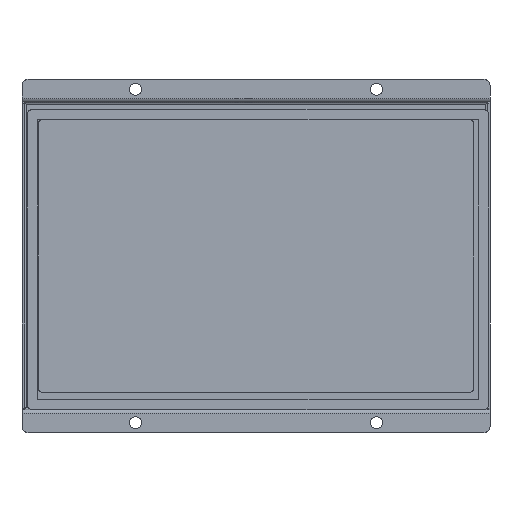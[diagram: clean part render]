
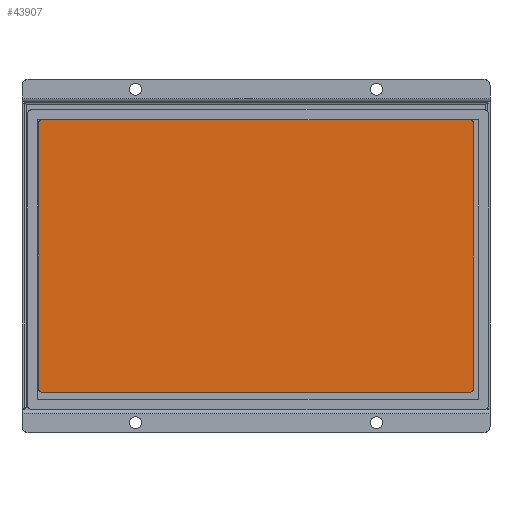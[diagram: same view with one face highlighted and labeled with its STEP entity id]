
A CAD part, front view. The second image highlights one B-rep face of the part: STEP entity #43907.
In plain terms, the highlighted planar face has unit normal (0, -1, 0).
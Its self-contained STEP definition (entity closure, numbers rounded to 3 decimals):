
#2362=CIRCLE('',#46381,2.);
#2363=CIRCLE('',#46382,2.);
#2364=CIRCLE('',#46383,2.);
#2365=CIRCLE('',#46384,2.);
#3934=FACE_OUTER_BOUND('',#6378,.T.);
#6378=EDGE_LOOP('',(#27706,#27707,#27708,#27709,#27710,#27711,#27712,#27713));
#9279=LINE('',#62440,#13146);
#9280=LINE('',#62444,#13147);
#9281=LINE('',#62448,#13148);
#9282=LINE('',#62451,#13149);
#13146=VECTOR('',#50206,10.);
#13147=VECTOR('',#50209,10.);
#13148=VECTOR('',#50212,10.);
#13149=VECTOR('',#50215,10.);
#17136=VERTEX_POINT('',#62436);
#17137=VERTEX_POINT('',#62437);
#17138=VERTEX_POINT('',#62439);
#17139=VERTEX_POINT('',#62441);
#17140=VERTEX_POINT('',#62443);
#17141=VERTEX_POINT('',#62445);
#17142=VERTEX_POINT('',#62447);
#17143=VERTEX_POINT('',#62449);
#21375=EDGE_CURVE('',#17136,#17137,#2362,.T.);
#21376=EDGE_CURVE('',#17137,#17138,#9279,.T.);
#21377=EDGE_CURVE('',#17138,#17139,#2363,.T.);
#21378=EDGE_CURVE('',#17139,#17140,#9280,.T.);
#21379=EDGE_CURVE('',#17140,#17141,#2364,.T.);
#21380=EDGE_CURVE('',#17141,#17142,#9281,.T.);
#21381=EDGE_CURVE('',#17142,#17143,#2365,.T.);
#21382=EDGE_CURVE('',#17143,#17136,#9282,.T.);
#27706=ORIENTED_EDGE('',*,*,#21375,.T.);
#27707=ORIENTED_EDGE('',*,*,#21376,.T.);
#27708=ORIENTED_EDGE('',*,*,#21377,.T.);
#27709=ORIENTED_EDGE('',*,*,#21378,.T.);
#27710=ORIENTED_EDGE('',*,*,#21379,.T.);
#27711=ORIENTED_EDGE('',*,*,#21380,.T.);
#27712=ORIENTED_EDGE('',*,*,#21381,.T.);
#27713=ORIENTED_EDGE('',*,*,#21382,.T.);
#40071=PLANE('',#46380);
#43907=ADVANCED_FACE('',(#3934),#40071,.T.);
#46380=AXIS2_PLACEMENT_3D('',#62435,#50202,#50203);
#46381=AXIS2_PLACEMENT_3D('',#62438,#50204,#50205);
#46382=AXIS2_PLACEMENT_3D('',#62442,#50207,#50208);
#46383=AXIS2_PLACEMENT_3D('',#62446,#50210,#50211);
#46384=AXIS2_PLACEMENT_3D('',#62450,#50213,#50214);
#50202=DIRECTION('center_axis',(0.,-1.,0.));
#50203=DIRECTION('ref_axis',(1.,0.,0.));
#50204=DIRECTION('center_axis',(0.,-1.,0.));
#50205=DIRECTION('ref_axis',(0.,0.,
-1.));
#50206=DIRECTION('',(0.,0.,-1.));
#50207=DIRECTION('center_axis',(0.,-1.,0.));
#50208=DIRECTION('ref_axis',(1.,0.,0.));
#50209=DIRECTION('',(1.,0.,0.));
#50210=DIRECTION('center_axis',(0.,-1.,0.));
#50211=DIRECTION('ref_axis',(0.,0.,
1.));
#50212=DIRECTION('',(0.,0.,1.));
#50213=DIRECTION('center_axis',(0.,-1.,0.));
#50214=DIRECTION('ref_axis',(-1.,0.,0.));
#50215=DIRECTION('',(-1.,0.,0.));
#62435=CARTESIAN_POINT('Origin',(0.95,0.,
-1.8));
#62436=CARTESIAN_POINT('',(-106.48,0.,67.8));
#62437=CARTESIAN_POINT('',(-108.48,0.,65.8));
#62438=CARTESIAN_POINT('Origin',(-106.48,0.,65.8));
#62439=CARTESIAN_POINT('',(-108.48,0.,-65.8));
#62440=CARTESIAN_POINT('',(-108.48,0.,32.));
#62441=CARTESIAN_POINT('',(-106.48,0.,-67.8));
#62442=CARTESIAN_POINT('Origin',(-106.48,0.,-65.8));
#62443=CARTESIAN_POINT('',(106.48,0.,-67.8));
#62444=CARTESIAN_POINT('',(-52.765,0.,-67.8));
#62445=CARTESIAN_POINT('',(108.48,0.,-65.8));
#62446=CARTESIAN_POINT('Origin',(106.48,0.,-65.8));
#62447=CARTESIAN_POINT('',(108.48,0.,65.8));
#62448=CARTESIAN_POINT('',(108.48,0.,-33.8));
#62449=CARTESIAN_POINT('',(106.48,0.,67.8));
#62450=CARTESIAN_POINT('Origin',(106.48,0.,65.8));
#62451=CARTESIAN_POINT('',(-56.415,0.,67.8));
